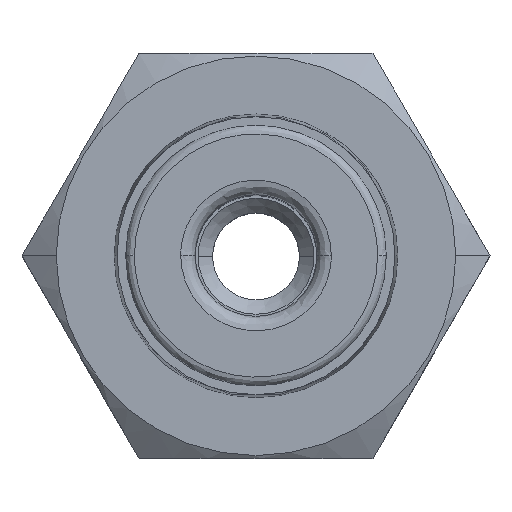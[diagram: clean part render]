
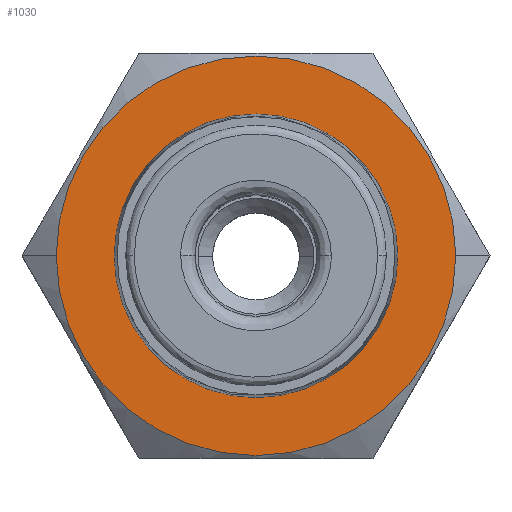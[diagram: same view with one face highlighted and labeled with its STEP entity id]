
A CAD part, top view. The second image highlights one B-rep face of the part: STEP entity #1030.
In plain terms, the highlighted planar face has unit normal (0, 0, 1).
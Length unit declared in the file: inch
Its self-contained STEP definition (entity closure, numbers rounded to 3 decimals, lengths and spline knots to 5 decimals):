
#22 = EDGE_CURVE ( 'NONE', #1328, #1419, #954, .T. ) ;
#24 = DIRECTION ( 'NONE',  ( -1., 0., 0. ) ) ;
#50 = CARTESIAN_POINT ( 'NONE',  ( 0., 0., 0.70866 ) ) ;
#89 = CARTESIAN_POINT ( 'NONE',  ( 0., 0., 0.70866 ) ) ;
#98 = EDGE_CURVE ( 'NONE', #892, #1059, #1795, .T. ) ;
#135 = CARTESIAN_POINT ( 'NONE',  ( -0.27165, 0., 0.70866 ) ) ;
#152 = AXIS2_PLACEMENT_3D ( 'NONE', #50, #623, #1739 ) ;
#196 = CARTESIAN_POINT ( 'NONE',  ( 0., 0., 0.70866 ) ) ;
#296 = ORIENTED_EDGE ( 'NONE', *, *, #993, .F. ) ;
#310 = EDGE_LOOP ( 'NONE', ( #1398, #407 ) ) ;
#320 = CIRCLE ( 'NONE', #1522, 0.27165 ) ;
#377 = ORIENTED_EDGE ( 'NONE', *, *, #22, .F. ) ;
#407 = ORIENTED_EDGE ( 'NONE', *, *, #98, .F. ) ;
#440 = AXIS2_PLACEMENT_3D ( 'NONE', #89, #1193, #1610 ) ;
#453 = PLANE ( 'NONE',  #746 ) ;
#524 = CARTESIAN_POINT ( 'NONE',  ( 0.27165, 0., 0.70866 ) ) ;
#623 = DIRECTION ( 'NONE',  ( 0., 0., -1. ) ) ;
#650 = FACE_OUTER_BOUND ( 'NONE', #1121, .T. ) ;
#710 = DIRECTION ( 'NONE',  ( -1., 0., 0. ) ) ;
#746 = AXIS2_PLACEMENT_3D ( 'NONE', #865, #1139, #24 ) ;
#810 = AXIS2_PLACEMENT_3D ( 'NONE', #196, #1185, #1040 ) ;
#865 = CARTESIAN_POINT ( 'NONE',  ( 0.19291, 0., 0.70866 ) ) ;
#892 = VERTEX_POINT ( 'NONE', #1827 ) ;
#954 = CIRCLE ( 'NONE', #152, 0.27165 ) ;
#986 = DIRECTION ( 'NONE',  ( 0., 0., -1. ) ) ;
#992 = CARTESIAN_POINT ( 'NONE',  ( -0.19291, 0., 0.70866 ) ) ;
#993 = EDGE_CURVE ( 'NONE', #1419, #1328, #320, .T. ) ;
#1030 = ADVANCED_FACE ( 'NONE', ( #1323, #650 ), #453, .F. ) ;
#1040 = DIRECTION ( 'NONE',  ( -1., 0., 0. ) ) ;
#1059 = VERTEX_POINT ( 'NONE', #992 ) ;
#1121 = EDGE_LOOP ( 'NONE', ( #296, #377 ) ) ;
#1139 = DIRECTION ( 'NONE',  ( 0., 0., -1. ) ) ;
#1185 = DIRECTION ( 'NONE',  ( 0., 0., 1. ) ) ;
#1193 = DIRECTION ( 'NONE',  ( 0., 0., 1. ) ) ;
#1234 = CIRCLE ( 'NONE', #440, 0.19291 ) ;
#1244 = EDGE_CURVE ( 'NONE', #1059, #892, #1234, .T. ) ;
#1323 = FACE_BOUND ( 'NONE', #310, .T. ) ;
#1328 = VERTEX_POINT ( 'NONE', #524 ) ;
#1398 = ORIENTED_EDGE ( 'NONE', *, *, #1244, .F. ) ;
#1419 = VERTEX_POINT ( 'NONE', #135 ) ;
#1522 = AXIS2_PLACEMENT_3D ( 'NONE', #1700, #986, #710 ) ;
#1610 = DIRECTION ( 'NONE',  ( -1., 0., 0. ) ) ;
#1700 = CARTESIAN_POINT ( 'NONE',  ( 0., 0., 0.70866 ) ) ;
#1739 = DIRECTION ( 'NONE',  ( -1., 0., 0. ) ) ;
#1795 = CIRCLE ( 'NONE', #810, 0.19291 ) ;
#1827 = CARTESIAN_POINT ( 'NONE',  ( 0.19291, 0., 0.70866 ) ) ;
